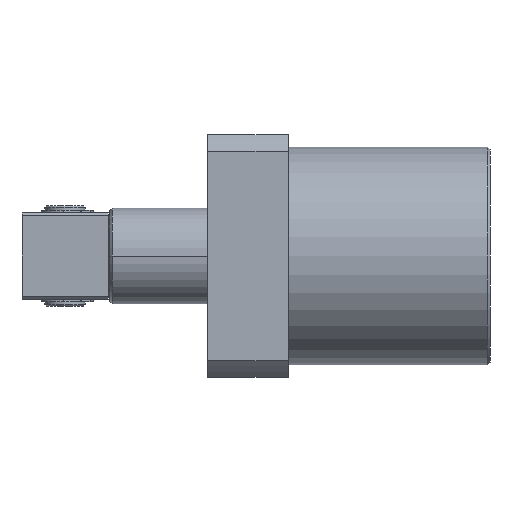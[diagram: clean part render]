
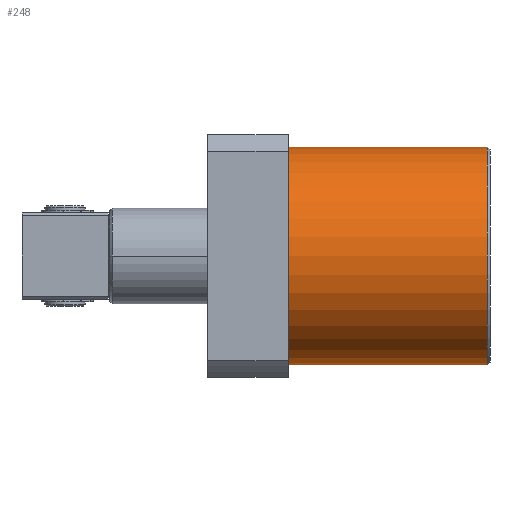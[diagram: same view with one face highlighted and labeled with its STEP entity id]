
A CAD part, left-side view. The second image highlights one B-rep face of the part: STEP entity #248.
In plain terms, the highlighted cylindrical face has radius 40.5 mm (diameter 81 mm), a partial arc.
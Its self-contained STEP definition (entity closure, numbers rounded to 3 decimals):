
#79 = CARTESIAN_POINT ( 'NONE',  ( 0., 0., -40.5 ) ) ;
#125 = CARTESIAN_POINT ( 'NONE',  ( 0., -74., 40.5 ) ) ;
#172 = CARTESIAN_POINT ( 'NONE',  ( 0., -74., -40.5 ) ) ;
#214 = CARTESIAN_POINT ( 'NONE',  ( 0., 0., 40.5 ) ) ;
#248 = ADVANCED_FACE ( 'NONE', ( #528 ), #520, .T. ) ;
#279 = AXIS2_PLACEMENT_3D ( 'NONE', #3446, #3449, #3454 ) ;
#430 = DIRECTION ( 'NONE',  ( 0., 0., 1. ) ) ;
#432 = DIRECTION ( 'NONE',  ( 0., 1., 0. ) ) ;
#433 = CARTESIAN_POINT ( 'NONE',  ( 0., 0., 0. ) ) ;
#520 = CYLINDRICAL_SURFACE ( 'NONE', #279, 40.5 ) ;
#528 = FACE_OUTER_BOUND ( 'NONE', #3596, .T. ) ;
#961 = CARTESIAN_POINT ( 'NONE',  ( 0., -75., 40.5 ) ) ;
#1007 = DIRECTION ( 'NONE',  ( 0., 0., 1. ) ) ;
#1008 = DIRECTION ( 'NONE',  ( 0., 1., 0. ) ) ;
#1009 = CARTESIAN_POINT ( 'NONE',  ( 0., -74., 0. ) ) ;
#1061 = DIRECTION ( 'NONE',  ( 0., 1., 0. ) ) ;
#1126 = EDGE_CURVE ( 'NONE', #4296, #4394, #1349, .T. ) ;
#1204 = EDGE_CURVE ( 'NONE', #4465, #4296, #1457, .T. ) ;
#1349 = CIRCLE ( 'NONE', #3268, 40.5 ) ;
#1457 = LINE ( 'NONE', #2209, #1463 ) ;
#1463 = VECTOR ( 'NONE', #2201, 1000. ) ;
#1618 = LINE ( 'NONE', #961, #1622 ) ;
#1622 = VECTOR ( 'NONE', #1061, 1000. ) ;
#1689 = CIRCLE ( 'NONE', #2319, 40.5 ) ;
#2201 = DIRECTION ( 'NONE',  ( 0., 1., 0. ) ) ;
#2209 = CARTESIAN_POINT ( 'NONE',  ( 0., -75., -40.5 ) ) ;
#2319 = AXIS2_PLACEMENT_3D ( 'NONE', #1009, #1008, #1007 ) ;
#2917 = EDGE_CURVE ( 'NONE', #4435, #4394, #1618, .T. ) ;
#2983 = EDGE_CURVE ( 'NONE', #4465, #4435, #1689, .T. ) ;
#3268 = AXIS2_PLACEMENT_3D ( 'NONE', #433, #432, #430 ) ;
#3446 = CARTESIAN_POINT ( 'NONE',  ( 0., -75., 0. ) ) ;
#3449 = DIRECTION ( 'NONE',  ( 0., 1., 0. ) ) ;
#3454 = DIRECTION ( 'NONE',  ( 0., 0., 1. ) ) ;
#3596 = EDGE_LOOP ( 'NONE', ( #3662, #4517, #4459, #4259 ) ) ;
#3662 = ORIENTED_EDGE ( 'NONE', *, *, #1204, .F. ) ;
#4259 = ORIENTED_EDGE ( 'NONE', *, *, #1126, .F. ) ;
#4296 = VERTEX_POINT ( 'NONE', #79 ) ;
#4394 = VERTEX_POINT ( 'NONE', #214 ) ;
#4435 = VERTEX_POINT ( 'NONE', #125 ) ;
#4459 = ORIENTED_EDGE ( 'NONE', *, *, #2917, .T. ) ;
#4465 = VERTEX_POINT ( 'NONE', #172 ) ;
#4517 = ORIENTED_EDGE ( 'NONE', *, *, #2983, .T. ) ;
